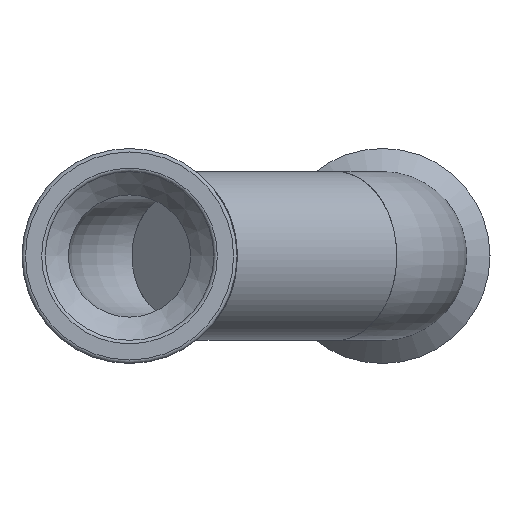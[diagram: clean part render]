
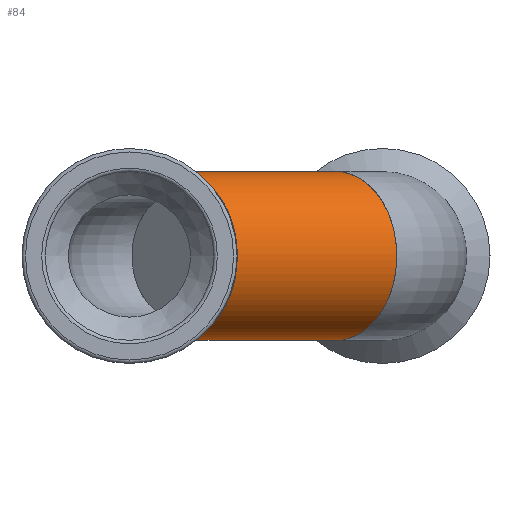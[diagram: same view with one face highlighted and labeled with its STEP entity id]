
A CAD part, left-side view. The second image highlights one B-rep face of the part: STEP entity #84.
In plain terms, the highlighted cylindrical face has radius 20 mm (diameter 40 mm), a full revolution.
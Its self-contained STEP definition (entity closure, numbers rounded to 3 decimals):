
#84 = ADVANCED_FACE( '', ( #135, #136 ), #137, .T. );
#135 = FACE_OUTER_BOUND( '', #231, .T. );
#136 = FACE_OUTER_BOUND( '', #232, .T. );
#137 = CYLINDRICAL_SURFACE( '', #233, 20. );
#231 = EDGE_LOOP( '', ( #345 ) );
#232 = EDGE_LOOP( '', ( #346 ) );
#233 = AXIS2_PLACEMENT_3D( '', #347, #348, #349 );
#345 = ORIENTED_EDGE( '', *, *, #472, .T. );
#346 = ORIENTED_EDGE( '', *, *, #469, .T. );
#347 = CARTESIAN_POINT( '', ( 117.414, -48.966, 0. ) );
#348 = DIRECTION( '', ( -0.724, 0.69, 0. ) );
#349 = DIRECTION( '', ( 0.69, 0.724, 0. ) );
#469 = EDGE_CURVE( '', #510, #510, #511, .F. );
#472 = EDGE_CURVE( '', #516, #516, #517, .T. );
#510 = VERTEX_POINT( '', #574 );
#511 = ELLIPSE( '', #575, 20., 20. );
#516 = VERTEX_POINT( '', #580 );
#517 = ELLIPSE( '', #581, 20., 20. );
#574 = CARTESIAN_POINT( '', ( 131.18, -34.457, 0. ) );
#575 = AXIS2_PLACEMENT_3D( '', #647, #648, #649 );
#580 = CARTESIAN_POINT( '', ( 91.453, 3.378, 0. ) );
#581 = AXIS2_PLACEMENT_3D( '', #656, #657, #658 );
#647 = CARTESIAN_POINT( '', ( 117.36, -48.914, 0. ) );
#648 = DIRECTION( '', ( 0.723, -0.691, 0. ) );
#649 = DIRECTION( '', ( 0.691, 0.723, 0. ) );
#656 = CARTESIAN_POINT( '', ( 77.635, -11.081, 0. ) );
#657 = DIRECTION( '', ( 0.723, -0.691, 0. ) );
#658 = DIRECTION( '', ( 0.691, 0.723, 0. ) );
